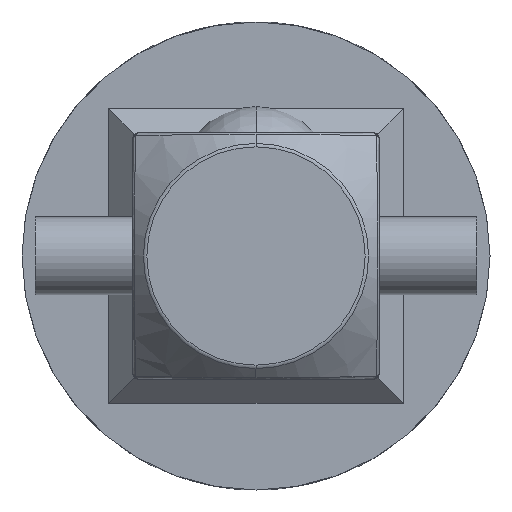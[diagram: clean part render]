
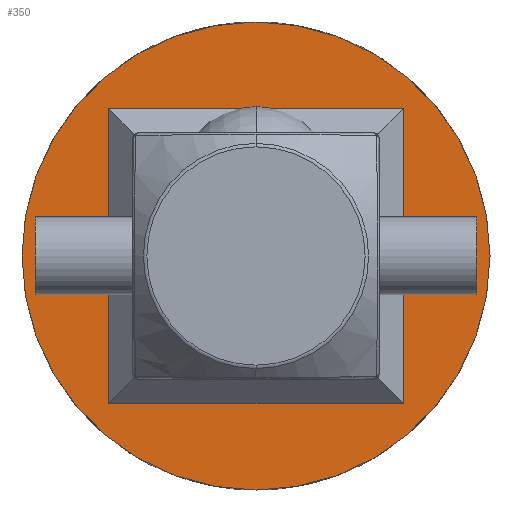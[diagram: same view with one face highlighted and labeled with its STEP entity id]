
A CAD part, front view. The second image highlights one B-rep face of the part: STEP entity #350.
In plain terms, the highlighted planar face has unit normal (0, -1, 0).
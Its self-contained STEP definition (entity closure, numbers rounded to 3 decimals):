
#45 = CIRCLE ( 'NONE', #1181, 12. ) ;
#58 = DIRECTION ( 'NONE',  ( -1., 0., 0. ) ) ;
#96 = VECTOR ( 'NONE', #1354, 1000. ) ;
#190 = VERTEX_POINT ( 'NONE', #1734 ) ;
#296 = AXIS2_PLACEMENT_3D ( 'NONE', #1832, #2621, #2427 ) ;
#350 = ADVANCED_FACE ( 'NONE', ( #1630, #796 ), #784, .F. ) ;
#401 = CARTESIAN_POINT ( 'NONE',  ( -7.56, 9., 6.31 ) ) ;
#409 = VERTEX_POINT ( 'NONE', #638 ) ;
#410 = LINE ( 'NONE', #1190, #1142 ) ;
#428 = VECTOR ( 'NONE', #1978, 1000. ) ;
#479 = CARTESIAN_POINT ( 'NONE',  ( 6.31, 9., 7.56 ) ) ;
#525 = ORIENTED_EDGE ( 'NONE', *, *, #2633, .F. ) ;
#604 = DIRECTION ( 'NONE',  ( 0., 1., 0. ) ) ;
#629 = ORIENTED_EDGE ( 'NONE', *, *, #825, .F. ) ;
#638 = CARTESIAN_POINT ( 'NONE',  ( 7.56, 9., -7.56 ) ) ;
#741 = ORIENTED_EDGE ( 'NONE', *, *, #1777, .T. ) ;
#742 = VERTEX_POINT ( 'NONE', #1491 ) ;
#755 = CARTESIAN_POINT ( 'NONE',  ( 0., 9., 12. ) ) ;
#784 = PLANE ( 'NONE',  #296 ) ;
#796 = FACE_OUTER_BOUND ( 'NONE', #2066, .T. ) ;
#802 = LINE ( 'NONE', #401, #428 ) ;
#825 = EDGE_CURVE ( 'NONE', #742, #2460, #45, .T. ) ;
#861 = EDGE_LOOP ( 'NONE', ( #2054, #1392, #741, #1039 ) ) ;
#927 = EDGE_CURVE ( 'NONE', #1314, #409, #410, .T. ) ;
#963 = DIRECTION ( 'NONE',  ( 0., 0., 1. ) ) ;
#1034 = CARTESIAN_POINT ( 'NONE',  ( -6.31, 9., -7.56 ) ) ;
#1039 = ORIENTED_EDGE ( 'NONE', *, *, #2512, .T. ) ;
#1142 = VECTOR ( 'NONE', #1404, 1000. ) ;
#1181 = AXIS2_PLACEMENT_3D ( 'NONE', #1886, #1900, #2529 ) ;
#1190 = CARTESIAN_POINT ( 'NONE',  ( 7.56, 9., -6.31 ) ) ;
#1314 = VERTEX_POINT ( 'NONE', #1969 ) ;
#1354 = DIRECTION ( 'NONE',  ( 1., 0., 0. ) ) ;
#1367 = VECTOR ( 'NONE', #58, 1000. ) ;
#1392 = ORIENTED_EDGE ( 'NONE', *, *, #1612, .T. ) ;
#1404 = DIRECTION ( 'NONE',  ( 0., 0., -1. ) ) ;
#1491 = CARTESIAN_POINT ( 'NONE',  ( 0., 9., -12. ) ) ;
#1612 = EDGE_CURVE ( 'NONE', #409, #190, #2117, .T. ) ;
#1630 = FACE_BOUND ( 'NONE', #861, .T. ) ;
#1636 = CARTESIAN_POINT ( 'NONE',  ( 0., 9., 0. ) ) ;
#1734 = CARTESIAN_POINT ( 'NONE',  ( -7.56, 9., -7.56 ) ) ;
#1777 = EDGE_CURVE ( 'NONE', #190, #2013, #802, .T. ) ;
#1832 = CARTESIAN_POINT ( 'NONE',  ( 0., 9., 0. ) ) ;
#1886 = CARTESIAN_POINT ( 'NONE',  ( 0., 9., 0. ) ) ;
#1900 = DIRECTION ( 'NONE',  ( 0., 1., 0. ) ) ;
#1969 = CARTESIAN_POINT ( 'NONE',  ( 7.56, 9., 7.56 ) ) ;
#1978 = DIRECTION ( 'NONE',  ( 0., 0., 1. ) ) ;
#2013 = VERTEX_POINT ( 'NONE', #2406 ) ;
#2051 = AXIS2_PLACEMENT_3D ( 'NONE', #1636, #604, #963 ) ;
#2054 = ORIENTED_EDGE ( 'NONE', *, *, #927, .T. ) ;
#2066 = EDGE_LOOP ( 'NONE', ( #629, #525 ) ) ;
#2117 = LINE ( 'NONE', #1034, #1367 ) ;
#2182 = LINE ( 'NONE', #479, #96 ) ;
#2279 = CIRCLE ( 'NONE', #2051, 12. ) ;
#2406 = CARTESIAN_POINT ( 'NONE',  ( -7.56, 9., 7.56 ) ) ;
#2427 = DIRECTION ( 'NONE',  ( 0., 0., 1. ) ) ;
#2460 = VERTEX_POINT ( 'NONE', #755 ) ;
#2512 = EDGE_CURVE ( 'NONE', #2013, #1314, #2182, .T. ) ;
#2529 = DIRECTION ( 'NONE',  ( 0., 0., 1. ) ) ;
#2621 = DIRECTION ( 'NONE',  ( 0., 1., 0. ) ) ;
#2633 = EDGE_CURVE ( 'NONE', #2460, #742, #2279, .T. ) ;
